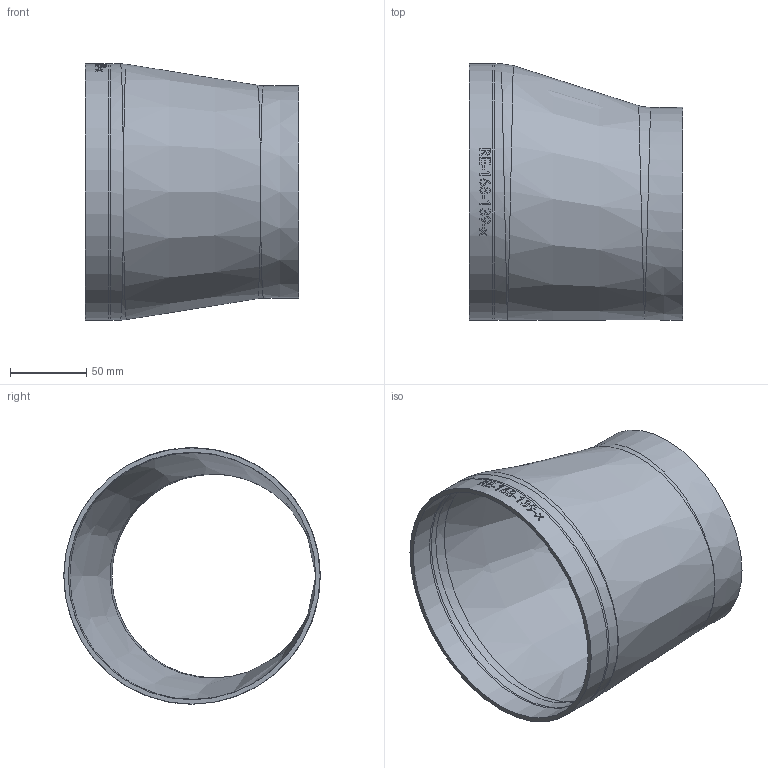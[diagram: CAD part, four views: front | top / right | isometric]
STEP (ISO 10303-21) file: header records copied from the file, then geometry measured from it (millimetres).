
FILE_DESCRIPTION (( 'STEP AP214' ), '1' );
FILE_NAME ('RE-168-139-x Reduzierung Exzenter 168,3x139,7x2,9x2,6 BL140 1909.STEP', '2019-09-26T08:49:02', ( '' ), ( '' ), 'SwSTEP 2.0', 'SolidWorks 2016', '' );
FILE_SCHEMA (( 'AUTOMOTIVE_DESIGN' ));
Length unit declared in the file: millimetre
Products named in the file (1): RE-168-139-x Reduzierung Exzenter 168,3x139,7x2,9x2,6 BL140 1909
Bounding box: 140 x 168.32 x 168.36 mm (x, y, z)
Volume: 201730 mm3; surface area: 137107.4 mm2
Topology: 1 solids, 1 shells, 165 faces, 440 edges, 293 vertices
Faces by surface type: bspline 80, plane 57, cylinder 20, cone 5, torus 3
Full cylindrical faces by diameter (mm): 162.5 x1, 168.3 x1
Entity records: 20924 total; most frequent: CARTESIAN_POINT 16068, ORIENTED_EDGE 810, EDGE_CURVE 405, DIRECTION 404, VERTEX_POINT 276, B_SPLINE_CURVE_WITH_KNOTS 245, EDGE_LOOP 199, FACE_OUTER_BOUND 175
